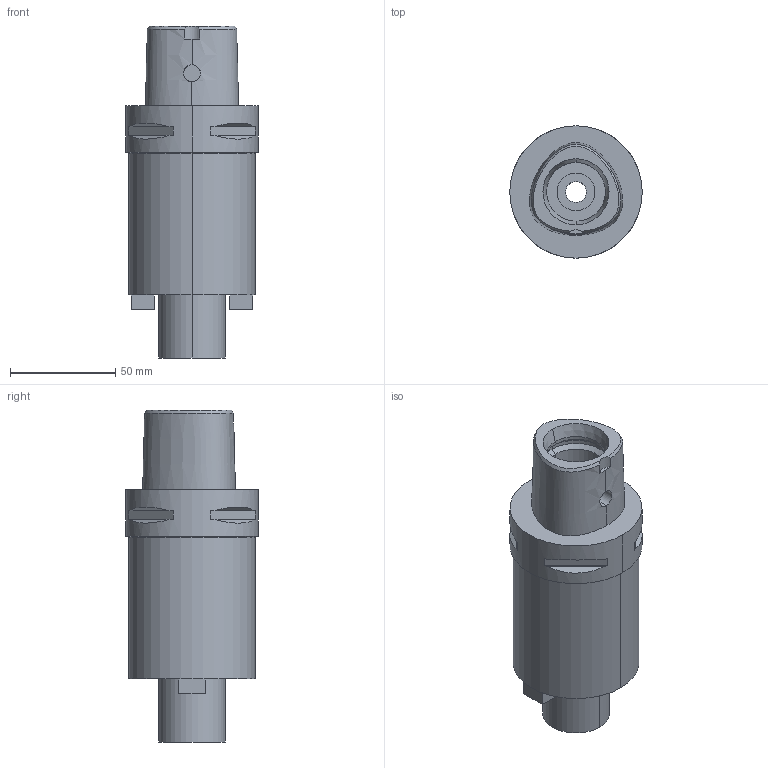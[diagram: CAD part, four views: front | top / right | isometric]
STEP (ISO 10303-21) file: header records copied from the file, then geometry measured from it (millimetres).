
FILE_DESCRIPTION((''),'2;1');
FILE_NAME('C6-FMA31_75-90','2019-01-24T',('ykawabe'),(''),'CREO PARAMETRIC BY PTC INC, 2016380','CREO PARAMETRIC BY PTC INC, 2016380','');
FILE_SCHEMA(('AUTOMOTIVE_DESIGN { 1 0 10303 214 1 1 1 1 }'));
Length unit declared in the file: millimetre
Products named in the file (1): C6-FMA31_75-90
Bounding box: 63 x 63 x 158 mm (x, y, z)
Volume: 300404.4 mm3; surface area: 40550.3 mm2
Topology: 1 solids, 1 shells, 81 faces, 184 edges, 117 vertices
Faces by surface type: plane 42, cylinder 27, cone 6, bspline 4, torus 2
Entity records: 3996 total; most frequent: CARTESIAN_POINT 1438, DIRECTION 394, ORIENTED_EDGE 368, PRESENTATION_STYLE_ASSIGNMENT 189, STYLED_ITEM 189, CURVE_STYLE 188, EDGE_CURVE 184, AXIS2_PLACEMENT_3D 154
